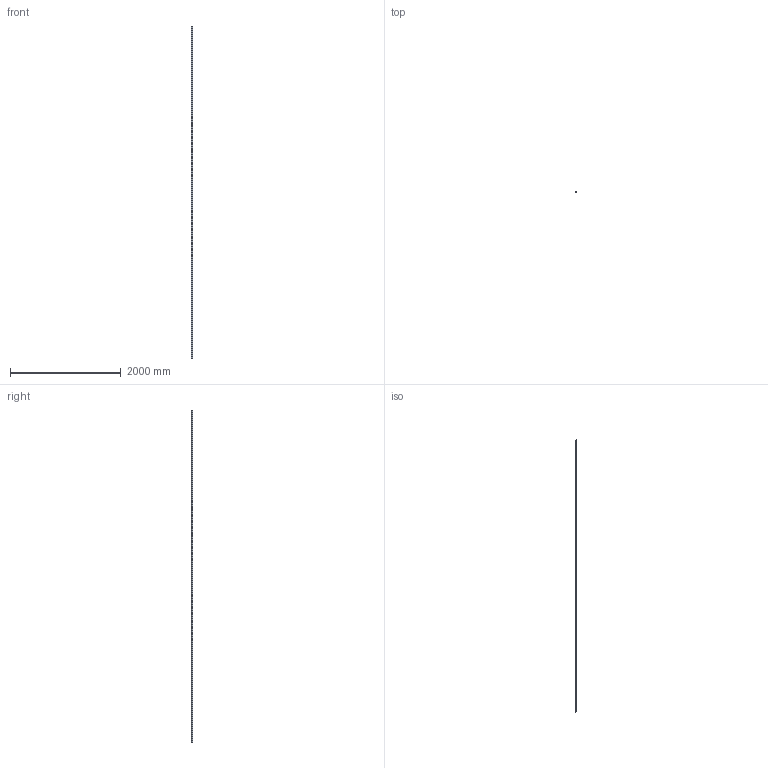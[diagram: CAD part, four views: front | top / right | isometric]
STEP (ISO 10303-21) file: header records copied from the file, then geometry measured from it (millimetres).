
FILE_DESCRIPTION (( 'STEP AP203' ), '1' );
FILE_NAME ('30-20-6-ST.step', '2021-12-22T10:33:37', ( '' ), ( '' ), 'SwSTEP 2.0', 'SolidWorks 2018', '' );
FILE_SCHEMA (( 'CONFIG_CONTROL_DESIGN' ));
Length unit declared in the file: millimetre
Products named in the file (2): 30-20-6-ST
Bounding box: 30 x 20 x 6000 mm (x, y, z)
Volume: 1491291.8 mm3; surface area: 994697.3 mm2
Topology: 1 solids, 1 shells, 240 faces, 642 edges, 428 vertices
Faces by surface type: plane 122, bspline 110, cylinder 8
Entity records: 13441 total; most frequent: CARTESIAN_POINT 8022, ORIENTED_EDGE 1284, DIRECTION 702, EDGE_CURVE 642, VERTEX_POINT 428, LINE 406, VECTOR 406, EDGE_LOOP 266
